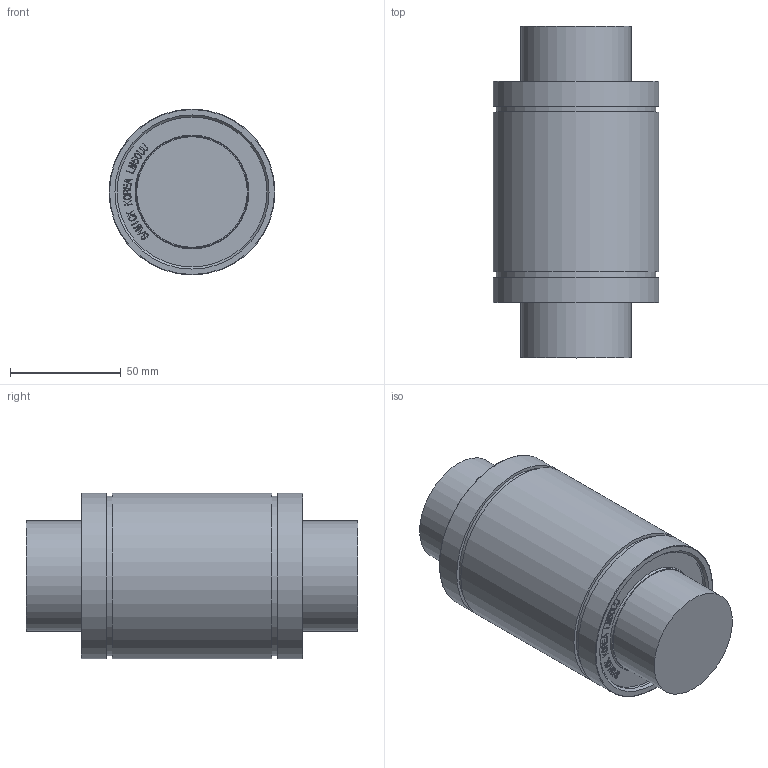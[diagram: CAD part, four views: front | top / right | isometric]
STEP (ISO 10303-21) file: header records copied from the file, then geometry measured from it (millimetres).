
FILE_DESCRIPTION((''),'2;1');
FILE_NAME('LME50UU.stp','2013-02-05T19:19:10',('user2'),(''),'Autodesk Inventor 2012','Autodesk Inventor 2012','');
FILE_SCHEMA(('AUTOMOTIVE_DESIGN { 1 0 10303 214 1 1 1 1 }'));
Length unit declared in the file: millimetre
Products named in the file (1): LME50UU
Bounding box: 75 x 150 x 75 mm (x, y, z)
Volume: 530257 mm3; surface area: 43049.1 mm2
Topology: 1 solids, 1 shells, 841 faces, 2353 edges, 1568 vertices
Faces by surface type: bspline 600, plane 226, cylinder 9, cone 4, torus 2
Full cylindrical faces by diameter (mm): 50 x2, 67.7 x2, 72 x2, 75 x3
Entity records: 28421 total; most frequent: CARTESIAN_POINT 10144, ORIENTED_EDGE 4672, EDGE_CURVE 2336, DIRECTION 1646, VERTEX_POINT 1566, QUASI_UNIFORM_CURVE 1200, VECTOR 1110, LINE 1110
